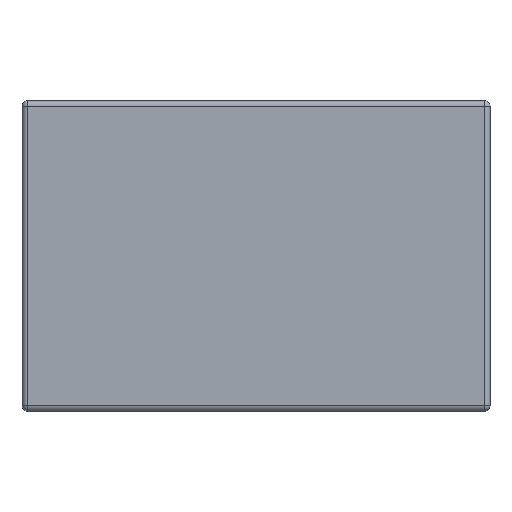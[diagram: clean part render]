
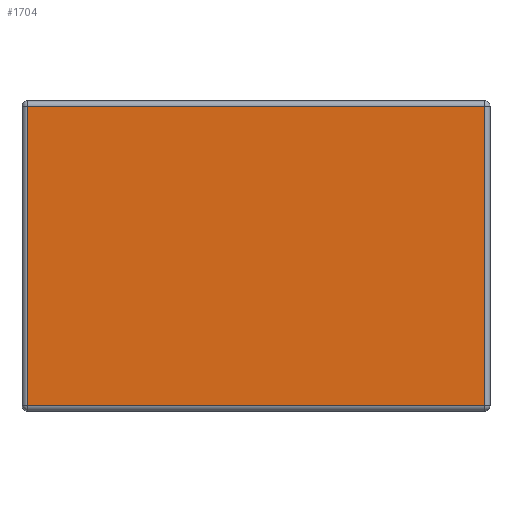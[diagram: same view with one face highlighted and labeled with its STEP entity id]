
A CAD part, top view. The second image highlights one B-rep face of the part: STEP entity #1704.
In plain terms, the highlighted planar face has unit normal (0, 0, 1).
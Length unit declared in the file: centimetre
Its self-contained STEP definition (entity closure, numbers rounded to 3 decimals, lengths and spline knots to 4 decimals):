
#259=VERTEX_POINT('',#2530);
#262=VERTEX_POINT('',#2540);
#265=VERTEX_POINT('',#2553);
#266=VERTEX_POINT('',#2560);
#436=VECTOR('',#2085,1.);
#440=VECTOR('',#2111,1.);
#441=VECTOR('',#2114,1.);
#443=VECTOR('',#2118,1.);
#637=LINE('',#2549,#436);
#641=LINE('',#2568,#440);
#642=LINE('',#2570,#441);
#644=LINE('',#2573,#443);
#859=EDGE_CURVE('',#259,#262,#637,.T.);
#869=EDGE_CURVE('',#262,#266,#641,.T.);
#870=EDGE_CURVE('',#266,#265,#642,.T.);
#872=EDGE_CURVE('',#265,#259,#644,.T.);
#1222=ORIENTED_EDGE('',*,*,#859,.F.);
#1223=ORIENTED_EDGE('',*,*,#872,.F.);
#1224=ORIENTED_EDGE('',*,*,#870,.F.);
#1225=ORIENTED_EDGE('',*,*,#869,.F.);
#1478=EDGE_LOOP('',(#1222,#1223,#1224,#1225));
#1598=FACE_BOUND('',#1478,.T.);
#1704=ADVANCED_FACE('',(#1598),#2770,.T.);
#1822=AXIS2_PLACEMENT_3D('',#2576,#2121,$);
#2085=DIRECTION('',(1.,0.,0.));
#2111=DIRECTION('',(0.,-1.,0.));
#2114=DIRECTION('',(-1.,0.,0.));
#2118=DIRECTION('',(0.,1.,0.));
#2121=DIRECTION('',(0.,0.,1.));
#2530=CARTESIAN_POINT('',(-4.4138,3.7815,2.4));
#2540=CARTESIAN_POINT('',(3.9862,3.7815,2.4));
#2549=CARTESIAN_POINT('',(-0.2138,3.7815,2.4));
#2553=CARTESIAN_POINT('',(-4.4138,-1.7185,2.4));
#2560=CARTESIAN_POINT('',(3.9862,-1.7185,2.4));
#2568=CARTESIAN_POINT('',(3.9862,1.0315,2.4));
#2570=CARTESIAN_POINT('',(-0.2138,-1.7185,2.4));
#2573=CARTESIAN_POINT('',(-4.4138,1.0315,2.4));
#2576=CARTESIAN_POINT('',(-0.2138,1.0315,2.4));
#2770=PLANE('',#1822);
